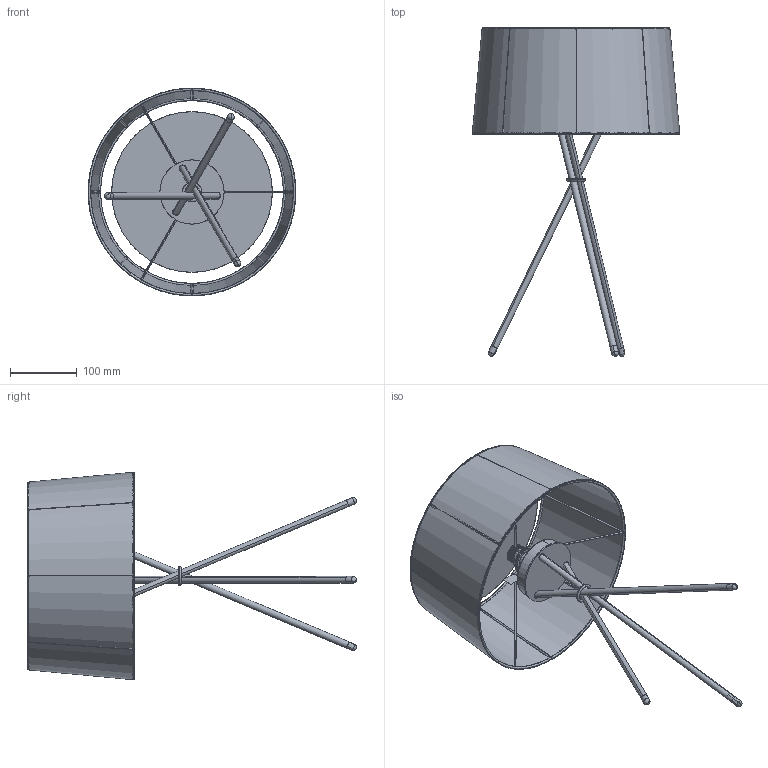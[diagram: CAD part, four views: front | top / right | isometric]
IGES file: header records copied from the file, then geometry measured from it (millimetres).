
Start section: SolidWorks IGES file using analytic representation for surfaces
Global section: file name: 3D_Tripode_M3.IGS; native system: SolidWorks 2015; preprocessor: SolidWorks 2015; author: marc.torres; date: 160105.122955; units: millimetre
Bounding box: 310.4 x 491.42 x 310.4 mm (x, y, z)
Surface area: 484249.5 mm2 (no closed solid volume)
Topology: 0 solids, 0 shells, 220 faces, 2081 edges, 2073 vertices
Faces by surface type: revolution 151, bspline 69
